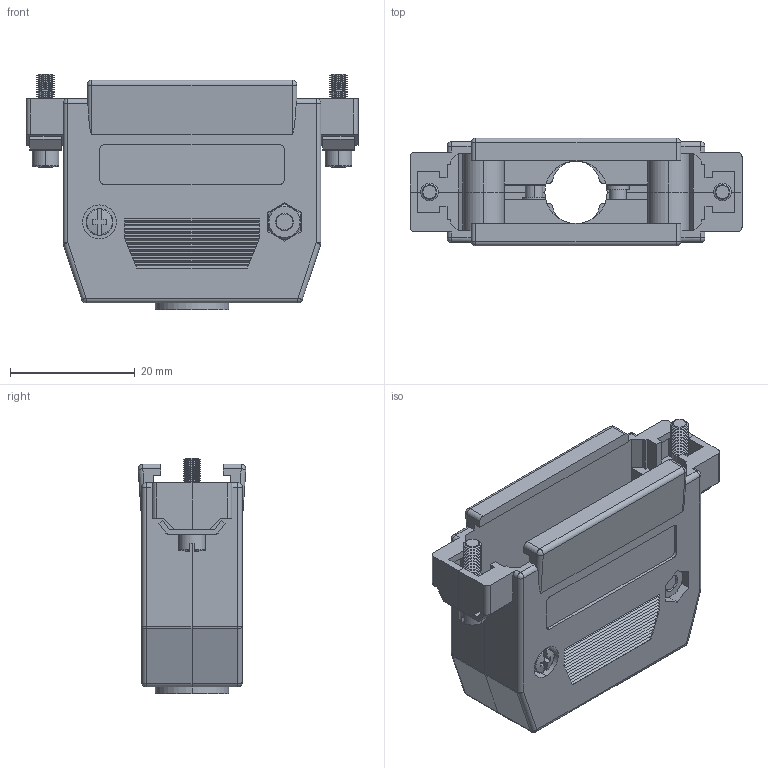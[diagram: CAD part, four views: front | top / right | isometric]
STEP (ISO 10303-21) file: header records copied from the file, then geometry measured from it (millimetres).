
FILE_DESCRIPTION (( 'STEP AP203' ), '1' );
FILE_NAME ('SDC25M.STEP', '2006-06-23T20:18:35', ( 'lcom' ), ( 'lcom' ), 'SwSTEP 2.0', 'SolidWorks 2006004', '' );
FILE_SCHEMA (( 'CONFIG_CONTROL_DESIGN' ));
Length unit declared in the file: inch
Products named in the file (8): SDC15M-MA6_Defailt; SDC15M-MA3; SDC25M; SDC15M-MA7; SDC15M-MA4_DEFAULT; SDC25M-MA1; SDC15M-MA5_Defailt; SDC15M-MA2_Defailt
Assembly tree (14 placements, depth 2):
  SDC25M
    SDC15M-MA7  x2
    SDC15M-MA5_Defailt  x2
    SDC15M-MA4_DEFAULT  x2
    SDC15M-MA2_Defailt  x2
    SDC15M-MA6_Defailt  x2
    SDC25M-MA1  x2
    SDC15M-MA3  x2
Bounding box: 53.31 x 17.31 x 37.82 mm (x, y, z)
Volume: 9601.9 mm3; surface area: 13670 mm2
Topology: 14 solids, 14 shells, 860 faces, 2156 edges, 1334 vertices
Faces by surface type: plane 396, cylinder 226, cone 192, sphere 28, torus 18
Entity records: 14068 total; most frequent: CARTESIAN_POINT 2508, DIRECTION 2326, ORIENTED_EDGE 2136, EDGE_CURVE 1068, AXIS2_PLACEMENT_3D 851, VERTEX_POINT 665, VECTOR 624, LINE 624
